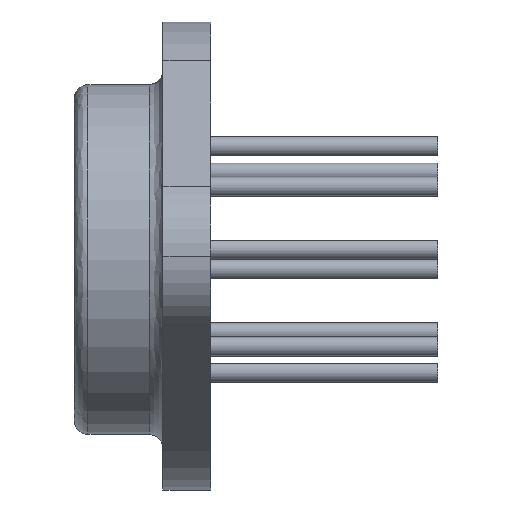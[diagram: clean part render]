
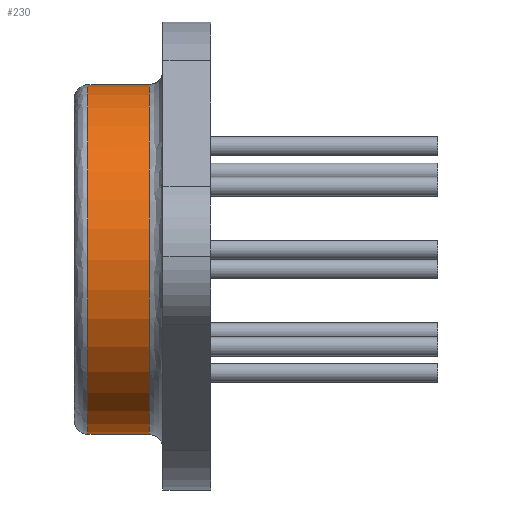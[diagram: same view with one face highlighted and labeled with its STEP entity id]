
A CAD part, left-side view. The second image highlights one B-rep face of the part: STEP entity #230.
In plain terms, the highlighted cylindrical face has radius 9.779 mm (diameter 19.558 mm), a partial arc.
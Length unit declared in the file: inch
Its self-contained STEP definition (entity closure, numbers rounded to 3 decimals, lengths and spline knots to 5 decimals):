
#4 = CIRCLE ( 'NONE', #2705, 0.385 ) ;
#5 = CYLINDRICAL_SURFACE ( 'NONE', #637, 0.385 ) ;
#36 = AXIS2_PLACEMENT_3D ( 'NONE', #256, #83, #62 ) ;
#62 = DIRECTION ( 'NONE',  ( 0., 0., -1. ) ) ;
#76 = DIRECTION ( 'NONE',  ( 0., 1., 0. ) ) ;
#83 = DIRECTION ( 'NONE',  ( 0., 1., 0. ) ) ;
#128 = VERTEX_POINT ( 'NONE', #919 ) ;
#212 = CARTESIAN_POINT ( 'NONE',  ( -0.51205, 0.27, -0.00037 ) ) ;
#218 = VECTOR ( 'NONE', #2789, 39.37008 ) ;
#230 = ADVANCED_FACE ( 'NONE', ( #1335 ), #5, .T. ) ;
#256 = CARTESIAN_POINT ( 'NONE',  ( -0.51205, 0.135, -0.00037 ) ) ;
#328 = VERTEX_POINT ( 'NONE', #622 ) ;
#613 = ORIENTED_EDGE ( 'NONE', *, *, #1656, .T. ) ;
#622 = CARTESIAN_POINT ( 'NONE',  ( -0.51205, 0.135, -0.38537 ) ) ;
#637 = AXIS2_PLACEMENT_3D ( 'NONE', #2866, #2198, #1143 ) ;
#746 = CARTESIAN_POINT ( 'NONE',  ( -0.51205, 0.105, 0.38463 ) ) ;
#750 = ORIENTED_EDGE ( 'NONE', *, *, #1749, .T. ) ;
#827 = EDGE_CURVE ( 'NONE', #128, #2623, #2263, .T. ) ;
#850 = ORIENTED_EDGE ( 'NONE', *, *, #1576, .F. ) ;
#853 = ORIENTED_EDGE ( 'NONE', *, *, #827, .T. ) ;
#919 = CARTESIAN_POINT ( 'NONE',  ( -0.51205, 0.135, 0.38463 ) ) ;
#1143 = DIRECTION ( 'NONE',  ( 0., 0., 1. ) ) ;
#1217 = CARTESIAN_POINT ( 'NONE',  ( -0.51205, 0.105, -0.38537 ) ) ;
#1335 = FACE_OUTER_BOUND ( 'NONE', #1941, .T. ) ;
#1510 = CARTESIAN_POINT ( 'NONE',  ( -0.51205, 0.27, -0.38537 ) ) ;
#1576 = EDGE_CURVE ( 'NONE', #328, #2520, #1698, .T. ) ;
#1656 = EDGE_CURVE ( 'NONE', #328, #128, #1740, .T. ) ;
#1698 = LINE ( 'NONE', #1217, #218 ) ;
#1740 = CIRCLE ( 'NONE', #36, 0.385 ) ;
#1749 = EDGE_CURVE ( 'NONE', #2623, #2520, #4, .T. ) ;
#1941 = EDGE_LOOP ( 'NONE', ( #850, #613, #853, #750 ) ) ;
#2060 = DIRECTION ( 'NONE',  ( 0., -1., 0. ) ) ;
#2198 = DIRECTION ( 'NONE',  ( 0., 1., 0. ) ) ;
#2263 = LINE ( 'NONE', #746, #2675 ) ;
#2447 = CARTESIAN_POINT ( 'NONE',  ( -0.51205, 0.27, 0.38463 ) ) ;
#2520 = VERTEX_POINT ( 'NONE', #1510 ) ;
#2623 = VERTEX_POINT ( 'NONE', #2447 ) ;
#2675 = VECTOR ( 'NONE', #76, 39.37008 ) ;
#2705 = AXIS2_PLACEMENT_3D ( 'NONE', #212, #2060, #2811 ) ;
#2789 = DIRECTION ( 'NONE',  ( 0., 1., 0. ) ) ;
#2811 = DIRECTION ( 'NONE',  ( 0., 0., 1. ) ) ;
#2866 = CARTESIAN_POINT ( 'NONE',  ( -0.51205, 0.105, -0.00037 ) ) ;
